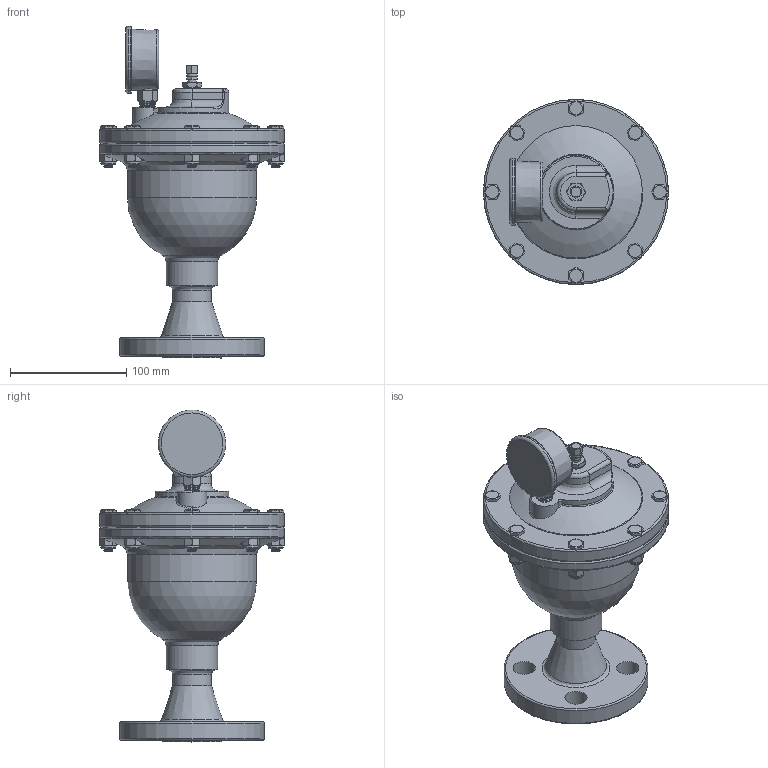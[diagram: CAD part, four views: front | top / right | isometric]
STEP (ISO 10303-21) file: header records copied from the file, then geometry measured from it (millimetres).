
FILE_DESCRIPTION((''),'2;1');
FILE_NAME('APIIF-ALLOY-WN_R0.ipt.stp','2017-07-10T09:52:42',(''),(''),'Autodesk Inventor 2009','Autodesk Inventor 2009','');
FILE_SCHEMA(('AUTOMOTIVE_DESIGN { 1 0 10303 214 1 1 1 1 }'));
Length unit declared in the file: inch
Products named in the file (1): APIIF-ALLOY-WN_R0
Bounding box: 158.75 x 158.75 x 285.12 mm (x, y, z)
Volume: 881804 mm3; surface area: 194684.8 mm2
Topology: 12 solids, 12 shells, 709 faces, 1781 edges, 1106 vertices
Faces by surface type: bspline 246, plane 240, cone 105, cylinder 90, torus 26, sphere 2
Full cylindrical faces by diameter (mm): 7.62 x1, 9.349 x1, 11.113 x2, 12.7 x8, 13.716 x2, 19.05 x4, 24.308 x1, 26.645 x1, 33.528 x1, 44.45 x1, 50.8 x1, 52.892 x1, 57.972 x1, 98.171 x1, 110.871 x1, 123.825 x1, 158.75 x2
Entity records: 30307 total; most frequent: CARTESIAN_POINT 15402, ORIENTED_EDGE 3110, DIRECTION 2342, EDGE_CURVE 1555, VERTEX_POINT 1052, AXIS2_PLACEMENT_3D 931, EDGE_LOOP 917, STYLED_ITEM 721
